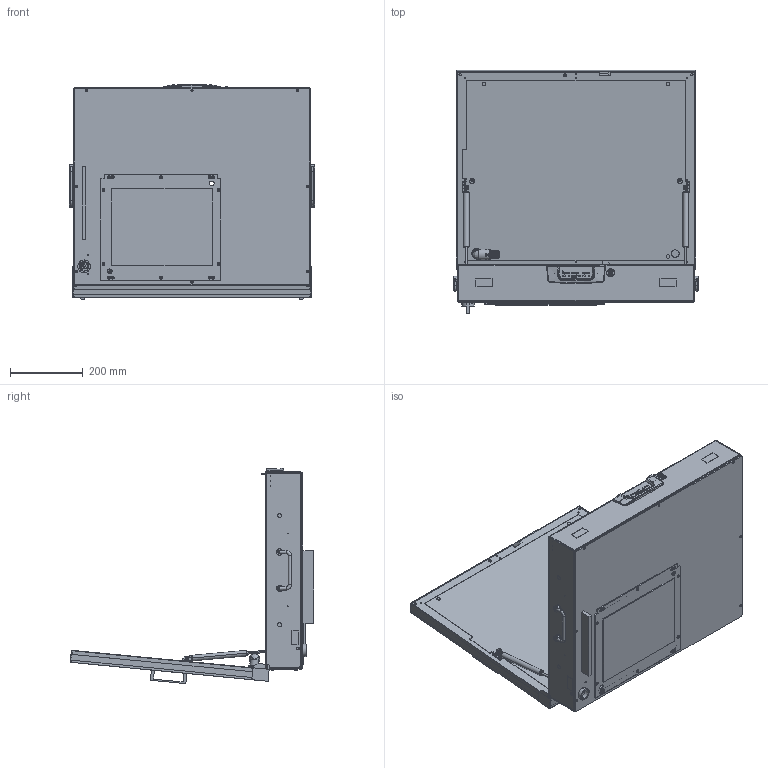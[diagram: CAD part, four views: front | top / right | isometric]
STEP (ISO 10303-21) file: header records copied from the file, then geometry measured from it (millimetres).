
FILE_DESCRIPTION (( 'STEP AP214' ), '1' );
FILE_NAME ('INGUN_114658_open.STEP', '2024-02-06T15:34:37', ( '' ), ( '' ), 'SwSTEP 2.0', 'SolidWorks 2021', '' );
FILE_SCHEMA (( 'AUTOMOTIVE_DESIGN' ));
Length unit declared in the file: millimetre
Products named in the file (54): 113759~1_S; 113700~0_S; 114196~0; ISO7380~n_M04,0x016; DIN912~n_M04,0x012; Gewindebuchse~n_M04-07,5 offen; DIN7991~n_M03,0x010 VA; 19420~3; 32171~0_S; 8078_2~0; 107216~2_KUNDE<S>; 9905~1_S; 50891~2_KUNDE<S>; 8078_1~0; 112026~0_Mitte<S>; ISO7380~n_M04,0x008; 113760~1_S; 113518~0_S; 113701~0_S; DIN985-A2~n_M04,0; 114196_004~0_S; 112992~2_S; 112024~0_S; 107712~2; 113680~0_S; 113758~1_S; 111995~2_S; 112087~2_S; ISO7380~n_M03,0x005; 8078~0_flexibel <Standard>; 114196_001~0; 1607~1; ISO7380~n_M04,0x006; 114196_002~0; 8078~0_ausgefahren<Standard>; INGUN_114658_open; ISO7380~n_M04,0x012; DIN7~n_04,0m6x006; 49317~0; 107216_einteilig~2_KUNDE<S> ...
Assembly tree (103 placements, depth 5):
  INGUN_114658_open
    113700~0_S
      113701~0_S
      32171~0_S
      112992~2_S  x2
      49317~0  x2
      114196~0  x2
        114196_001~0
        114196_002~0
        114196_003~0
        114196_004~0_S
      DIN912~n_M04,0x012
      112024~0_S
      112025~2_S
      DIN125~n_04,3 M04,0
      DIN985-A2~n_M04,0
      112026~0_Mitte<S>
      ISO7380~n_M03,0x005
      114364~0_S
    113757~3_KUNDE<S>
      115768~0_S
        113758~1_S
        Gewindebuchse~n_M04-07,5 offen  x4
      113759~1_S
      113760~1_S
      107216~2_KUNDE<S>
        107216_einteilig~2_KUNDE<S>
      1607~1  x2
      ISO7380~n_M04,0x012  x4
      112176~0_S  x2
        112087~2_S
          111995~2_S
          115289~0_S
        49317~0
      19420~3
      11657~0
      11655~0
      DIN7~n_04,0m6x006
    8078~0_ausgefahren<Standard>
      8078_1~0
      8078_2~0
    8078~0_flexibel <Standard>
      8078_1~0
      8078_2~0
    113680~0_S
      113681~1
      DIN125~n_04,3 M04,0  x4
      ISO7380~n_M04,0x008  x4
    113518~0_S
      107712~2
      9905~1_S
      11657~0
      11655~0
      19420~3
      107464~4_S
      DIN7991~n_M03,0x010 VA  x8
      ISO7380~n_M04,0x010  x3
      ISO7380~n_M04,0x016  x2
    50891~2_KUNDE<S>
      8857~0_KUNDE<S>
Bounding box: 674 x 669.21 x 591.37 mm (x, y, z)
Volume: 8407951.5 mm3; surface area: 3396267.9 mm2
Topology: 100 solids, 100 shells, 4100 faces, 10107 edges, 6492 vertices
Faces by surface type: cylinder 1947, plane 1641, cone 264, torus 130, bspline 114, sphere 4
Entity records: 85817 total; most frequent: CARTESIAN_POINT 27737, DIRECTION 11824, ORIENTED_EDGE 11082, EDGE_CURVE 5541, AXIS2_PLACEMENT_3D 4469, VERTEX_POINT 3555, LINE 2886, VECTOR 2886
